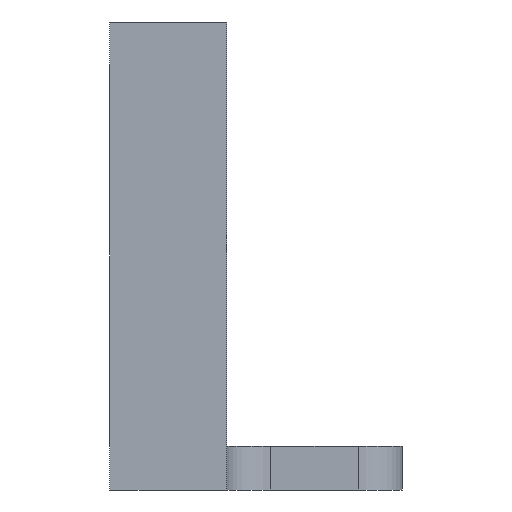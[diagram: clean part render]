
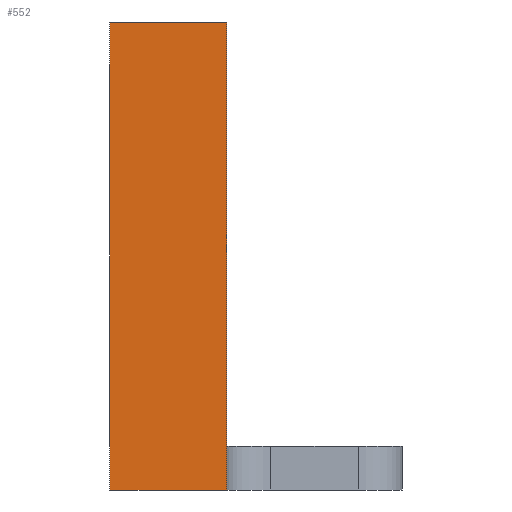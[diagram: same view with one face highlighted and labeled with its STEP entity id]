
A CAD part, left-side view. The second image highlights one B-rep face of the part: STEP entity #552.
In plain terms, the highlighted planar face has unit normal (-1, 0, 0).
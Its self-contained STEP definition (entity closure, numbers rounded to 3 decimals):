
#54=FACE_OUTER_BOUND('',#83,.T.);
#83=EDGE_LOOP('',(#445,#446,#447,#448));
#137=LINE('',#858,#203);
#145=LINE('',#881,#211);
#146=LINE('',#882,#212);
#147=LINE('',#883,#213);
#203=VECTOR('',#696,10.);
#211=VECTOR('',#718,10.);
#212=VECTOR('',#719,10.);
#213=VECTOR('',#720,10.);
#263=VERTEX_POINT('',#856);
#264=VERTEX_POINT('',#857);
#271=VERTEX_POINT('',#879);
#272=VERTEX_POINT('',#880);
#327=EDGE_CURVE('',#263,#264,#137,.T.);
#338=EDGE_CURVE('',#271,#272,#145,.T.);
#339=EDGE_CURVE('',#272,#264,#146,.T.);
#340=EDGE_CURVE('',#271,#263,#147,.T.);
#445=ORIENTED_EDGE('',*,*,#338,.T.);
#446=ORIENTED_EDGE('',*,*,#339,.T.);
#447=ORIENTED_EDGE('',*,*,#327,.F.);
#448=ORIENTED_EDGE('',*,*,#340,.F.);
#528=PLANE('',#602);
#552=ADVANCED_FACE('',(#54),#528,.T.);
#602=AXIS2_PLACEMENT_3D('',#878,#716,#717);
#696=DIRECTION('',(0.,-1.,0.));
#716=DIRECTION('center_axis',(-1.,0.,0.));
#717=DIRECTION('ref_axis',(0.,-1.,0.));
#718=DIRECTION('',(0.,-1.,0.));
#719=DIRECTION('',(0.,0.,1.));
#720=DIRECTION('',(0.,0.,1.));
#856=CARTESIAN_POINT('',(-35.5,0.,32.));
#857=CARTESIAN_POINT('',(-35.5,-8.,32.));
#858=CARTESIAN_POINT('',(-35.5,0.,32.));
#878=CARTESIAN_POINT('Origin',(-35.5,0.,0.));
#879=CARTESIAN_POINT('',(-35.5,0.,0.));
#880=CARTESIAN_POINT('',(-35.5,-8.,0.));
#881=CARTESIAN_POINT('',(-35.5,0.,0.));
#882=CARTESIAN_POINT('',(-35.5,-8.,0.));
#883=CARTESIAN_POINT('',(-35.5,0.,0.));
